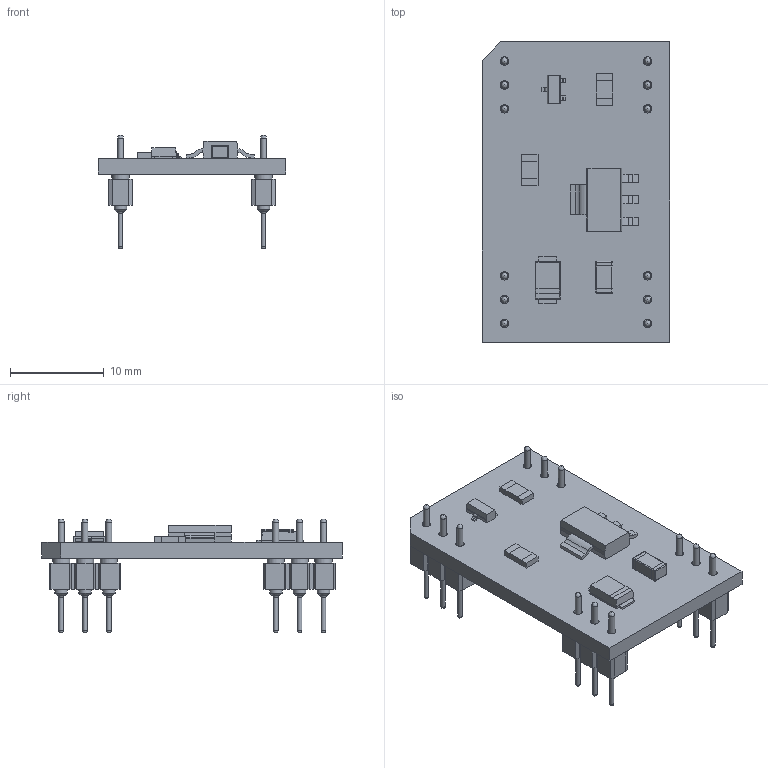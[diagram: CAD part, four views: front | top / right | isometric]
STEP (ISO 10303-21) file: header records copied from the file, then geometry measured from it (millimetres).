
FILE_DESCRIPTION(/* description */ (''),/* implementation_level */ '2;1');
FILE_NAME(/* name */ 'PCBM_EDA-03327-V1-1.stp',/* time_stamp */ '2016-08-25T10:15:21+02:00',/* author */ ('bcivel'),/* organization */ ('Open CASCADE'),/* preprocessor_version */ 'ST-DEVELOPER v16.1',/* originating_system */ 'AutoCAD Mechanical',/* authorisation */ 'Unknown');
FILE_SCHEMA (('AUTOMOTIVE_DESIGN { 1 0 10303 214 3 1 1 }'));
Length unit declared in the file: millimetre
Products named in the file (19): Board; PRECI-DIP_350-10-103-00-001101; B22; B13; B10; B1; SOT95P240X120-3N; T1; RESC3216X65N; R1; SODFL4725X110N; D1; CAPC3216X140N; C1; R2; SOT230P700X180-4N; T2; PCB; Product
Assembly tree (22 placements, depth 4):
  Product
    PCB
      Board
      B22
        PRECI-DIP_350-10-103-00-001101
      B13
        PRECI-DIP_350-10-103-00-001101
      B10
        PRECI-DIP_350-10-103-00-001101
      B1
        PRECI-DIP_350-10-103-00-001101
      T1
        SOT95P240X120-3N
      R1
        RESC3216X65N
      D1
        SODFL4725X110N
      C1
        CAPC3216X140N
      R2
        RESC3216X65N
      T2
        SOT230P700X180-4N
Bounding box: 20 x 32 x 12.12 mm (x, y, z)
Volume: 1401.5 mm3; surface area: 2492.2 mm2
Topology: 53 solids, 53 shells, 531 faces, 1224 edges, 892 vertices
Faces by surface type: plane 355, cylinder 108, torus 24, bspline 24, cone 12, sphere 8
Full cylindrical faces by diameter (mm): 0.47 x12, 0.64 x12, 0.9 x12, 1.33 x12, 1.83 x12
Entity records: 9373 total; most frequent: CARTESIAN_POINT 1867, DIRECTION 1544, ORIENTED_EDGE 1270, EDGE_CURVE 635, LINE 538, VECTOR 538, AXIS2_PLACEMENT_3D 503, VERTEX_POINT 432
